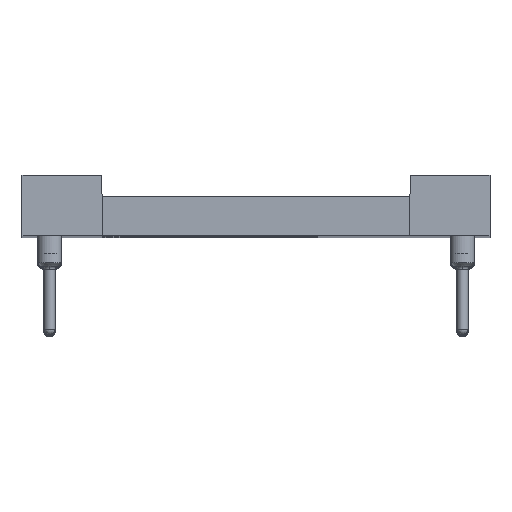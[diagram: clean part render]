
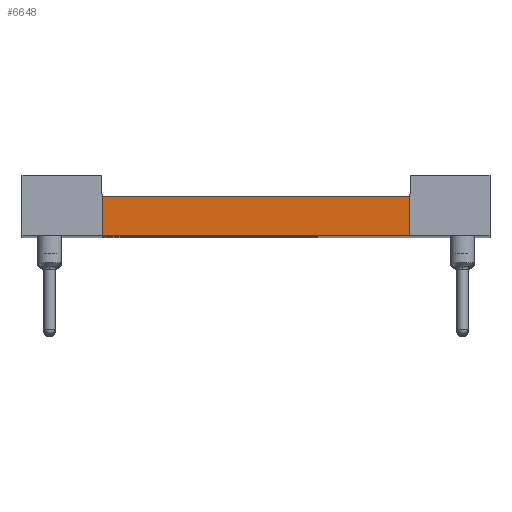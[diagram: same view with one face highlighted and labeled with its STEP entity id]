
A CAD part, top view. The second image highlights one B-rep face of the part: STEP entity #6648.
In plain terms, the highlighted planar face has unit normal (0, 0, 1).
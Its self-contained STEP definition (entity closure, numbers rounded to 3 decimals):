
#6648=ADVANCED_FACE('',(#13429),#13430,.T.);
#13429=FACE_OUTER_BOUND('',#20344,.T.);
#13430=PLANE('',#20345);
#20344=EDGE_LOOP('',(#38365,#38366,#38367,#38368));
#20345=AXIS2_PLACEMENT_3D('',#38369,#38370,#38371);
#38365=ORIENTED_EDGE('',*,*,#45538,.F.);
#38366=ORIENTED_EDGE('',*,*,#45634,.F.);
#38367=ORIENTED_EDGE('',*,*,#45635,.F.);
#38368=ORIENTED_EDGE('',*,*,#45630,.F.);
#38369=CARTESIAN_POINT('',(0.0,1.5,28.3));
#38370=DIRECTION('',(0.0,0.0,1.0));
#38371=DIRECTION('',(1.0,0.0,0.0));
#45538=EDGE_CURVE('',#55113,#55115,#55116,.T.);
#45630=EDGE_CURVE('',#55115,#55254,#55255,.T.);
#45634=EDGE_CURVE('',#55260,#55113,#55261,.T.);
#45635=EDGE_CURVE('',#55254,#55260,#55262,.T.);
#55113=VERTEX_POINT('',#66525);
#55115=VERTEX_POINT('',#66528);
#55116=LINE('',#66529,#66530);
#55254=VERTEX_POINT('',#66724);
#55255=LINE('',#66725,#66726);
#55260=VERTEX_POINT('',#66733);
#55261=LINE('',#66734,#66735);
#55262=LINE('',#66736,#66737);
#66525=CARTESIAN_POINT('',(-7.1,1.8,28.3));
#66528=CARTESIAN_POINT('',(7.1,1.8,28.3));
#66529=CARTESIAN_POINT('',(0.,1.8,28.3));
#66530=VECTOR('',#77037,1.0);
#66724=CARTESIAN_POINT('',(7.1,0.,28.3));
#66725=CARTESIAN_POINT('',(7.1,1.5,28.3));
#66726=VECTOR('',#77136,1.0);
#66733=CARTESIAN_POINT('',(-7.1,0.,28.3));
#66734=CARTESIAN_POINT('',(-7.1,1.5,28.3));
#66735=VECTOR('',#77139,1.0);
#66736=CARTESIAN_POINT('',(0.0,0.,28.3));
#66737=VECTOR('',#77140,1.0);
#77037=DIRECTION('',(1.0,0.,0.0));
#77136=DIRECTION('',(0.0,-1.0,0.0));
#77139=DIRECTION('',(0.0,1.0,0.0));
#77140=DIRECTION('',(-1.0,0.0,0.0));
